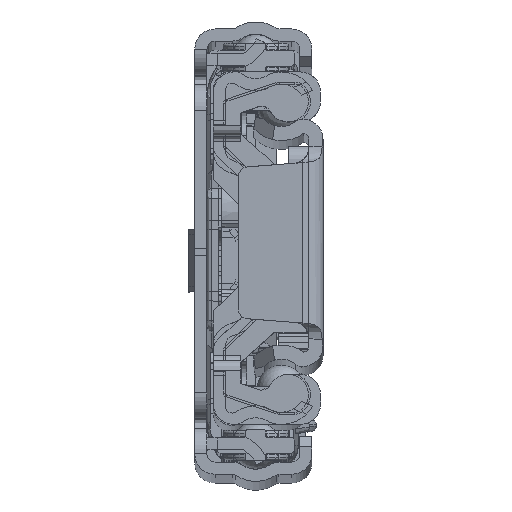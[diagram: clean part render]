
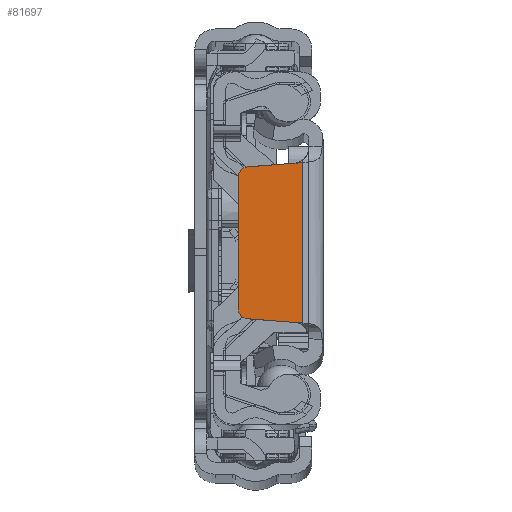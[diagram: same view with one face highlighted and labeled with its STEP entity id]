
A CAD part, top view. The second image highlights one B-rep face of the part: STEP entity #81697.
In plain terms, the highlighted face is planar.
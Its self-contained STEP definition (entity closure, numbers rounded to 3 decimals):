
#113 = ORIENTED_EDGE ( 'NONE', *, *, #108257, .T. ) ;
#374 = DIRECTION ( 'NONE',  ( 0., -1., 0. ) ) ;
#1342 = AXIS2_PLACEMENT_3D ( 'NONE', #20206, #11780, #10909 ) ;
#2529 = CARTESIAN_POINT ( 'NONE',  ( -2., 7.945, 0. ) ) ;
#2725 = VERTEX_POINT ( 'NONE', #131055 ) ;
#2894 = VECTOR ( 'NONE', #374, 1000. ) ;
#3927 = EDGE_CURVE ( 'NONE', #109429, #21775, #42361, .T. ) ;
#4854 = EDGE_CURVE ( 'NONE', #73519, #24976, #59581, .T. ) ;
#9327 = EDGE_CURVE ( 'NONE', #97545, #21775, #36733, .T. ) ;
#10909 = DIRECTION ( 'NONE',  ( 1., 0., 0. ) ) ;
#11780 = DIRECTION ( 'NONE',  ( 0., 0., -1. ) ) ;
#16725 = DIRECTION ( 'NONE',  ( 1., 0., 0. ) ) ;
#19124 = ORIENTED_EDGE ( 'NONE', *, *, #128636, .T. ) ;
#20206 = CARTESIAN_POINT ( 'NONE',  ( -7.4, 6.524, 0. ) ) ;
#21230 = VECTOR ( 'NONE', #72374, 1000. ) ;
#21775 = VERTEX_POINT ( 'NONE', #123133 ) ;
#22000 = CARTESIAN_POINT ( 'NONE',  ( -2., -7.945, 0. ) ) ;
#24976 = VERTEX_POINT ( 'NONE', #31722 ) ;
#31722 = CARTESIAN_POINT ( 'NONE',  ( -7.477, 7.521, 0. ) ) ;
#32039 = VECTOR ( 'NONE', #122375, 1000. ) ;
#36263 = PLANE ( 'NONE',  #63842 ) ;
#36733 = LINE ( 'NONE', #22000, #32039 ) ;
#40796 = CARTESIAN_POINT ( 'NONE',  ( -2., -13.87, 0. ) ) ;
#41227 = DIRECTION ( 'NONE',  ( 0., 0., -1. ) ) ;
#42361 = LINE ( 'NONE', #86822, #50299 ) ;
#44960 = CARTESIAN_POINT ( 'NONE',  ( -8.4, 7.45, 0. ) ) ;
#47742 = VERTEX_POINT ( 'NONE', #91926 ) ;
#50299 = VECTOR ( 'NONE', #115197, 1000. ) ;
#51453 = CIRCLE ( 'NONE', #83082, 1. ) ;
#51514 = DIRECTION ( 'NONE',  ( 1., 0., 0. ) ) ;
#51660 = CARTESIAN_POINT ( 'NONE',  ( -8.4, 6.524, 0. ) ) ;
#54226 = EDGE_CURVE ( 'NONE', #112750, #2725, #66812, .T. ) ;
#55484 = ORIENTED_EDGE ( 'NONE', *, *, #54226, .F. ) ;
#59102 = ORIENTED_EDGE ( 'NONE', *, *, #110624, .F. ) ;
#59574 = EDGE_CURVE ( 'NONE', #47742, #73519, #72153, .T. ) ;
#59581 = CIRCLE ( 'NONE', #1342, 1. ) ;
#60394 = CARTESIAN_POINT ( 'NONE',  ( -7.477, -7.521, 0. ) ) ;
#60861 = FACE_OUTER_BOUND ( 'NONE', #131640, .T. ) ;
#63842 = AXIS2_PLACEMENT_3D ( 'NONE', #77624, #117960, #16725 ) ;
#64517 = DIRECTION ( 'NONE',  ( -0.997, -0.077, 0. ) ) ;
#66514 = ORIENTED_EDGE ( 'NONE', *, *, #4854, .T. ) ;
#66812 = LINE ( 'NONE', #2529, #117431 ) ;
#71286 = LINE ( 'NONE', #40796, #2894 ) ;
#71418 = DIRECTION ( 'NONE',  ( -0.997, -0.077, 0. ) ) ;
#71493 = CARTESIAN_POINT ( 'NONE',  ( -7.4, -6.524, 0. ) ) ;
#72153 = LINE ( 'NONE', #111410, #21230 ) ;
#72374 = DIRECTION ( 'NONE',  ( 0., 1., 0. ) ) ;
#72455 = ORIENTED_EDGE ( 'NONE', *, *, #59574, .T. ) ;
#73519 = VERTEX_POINT ( 'NONE', #51660 ) ;
#76003 = CARTESIAN_POINT ( 'NONE',  ( -2., -7.945, 0. ) ) ;
#77624 = CARTESIAN_POINT ( 'NONE',  ( -4.143, -13.87, 0. ) ) ;
#81697 = ADVANCED_FACE ( 'NONE', ( #60861 ), #36263, .F. ) ;
#83082 = AXIS2_PLACEMENT_3D ( 'NONE', #71493, #41227, #51514 ) ;
#86822 = CARTESIAN_POINT ( 'NONE',  ( -8.4, -7.45, 0. ) ) ;
#90409 = ORIENTED_EDGE ( 'NONE', *, *, #3927, .F. ) ;
#91926 = CARTESIAN_POINT ( 'NONE',  ( -8.4, -6.524, 0. ) ) ;
#93895 = LINE ( 'NONE', #44960, #103555 ) ;
#97545 = VERTEX_POINT ( 'NONE', #76003 ) ;
#103333 = CARTESIAN_POINT ( 'NONE',  ( -2., 7.945, 0. ) ) ;
#103555 = VECTOR ( 'NONE', #64517, 1000. ) ;
#108257 = EDGE_CURVE ( 'NONE', #109429, #47742, #51453, .T. ) ;
#109429 = VERTEX_POINT ( 'NONE', #60394 ) ;
#110624 = EDGE_CURVE ( 'NONE', #2725, #24976, #93895, .T. ) ;
#111410 = CARTESIAN_POINT ( 'NONE',  ( -8.4, 8.1, 0. ) ) ;
#112750 = VERTEX_POINT ( 'NONE', #103333 ) ;
#115197 = DIRECTION ( 'NONE',  ( 0.997, -0.077, 0. ) ) ;
#117431 = VECTOR ( 'NONE', #71418, 1000. ) ;
#117960 = DIRECTION ( 'NONE',  ( 0., 0., 1. ) ) ;
#122375 = DIRECTION ( 'NONE',  ( -0.997, 0.077, 0. ) ) ;
#123133 = CARTESIAN_POINT ( 'NONE',  ( -2.784, -7.885, 0. ) ) ;
#128097 = ORIENTED_EDGE ( 'NONE', *, *, #9327, .T. ) ;
#128636 = EDGE_CURVE ( 'NONE', #112750, #97545, #71286, .T. ) ;
#131055 = CARTESIAN_POINT ( 'NONE',  ( -2.784, 7.885, 0. ) ) ;
#131640 = EDGE_LOOP ( 'NONE', ( #90409, #113, #72455, #66514, #59102, #55484, #19124, #128097 ) ) ;
